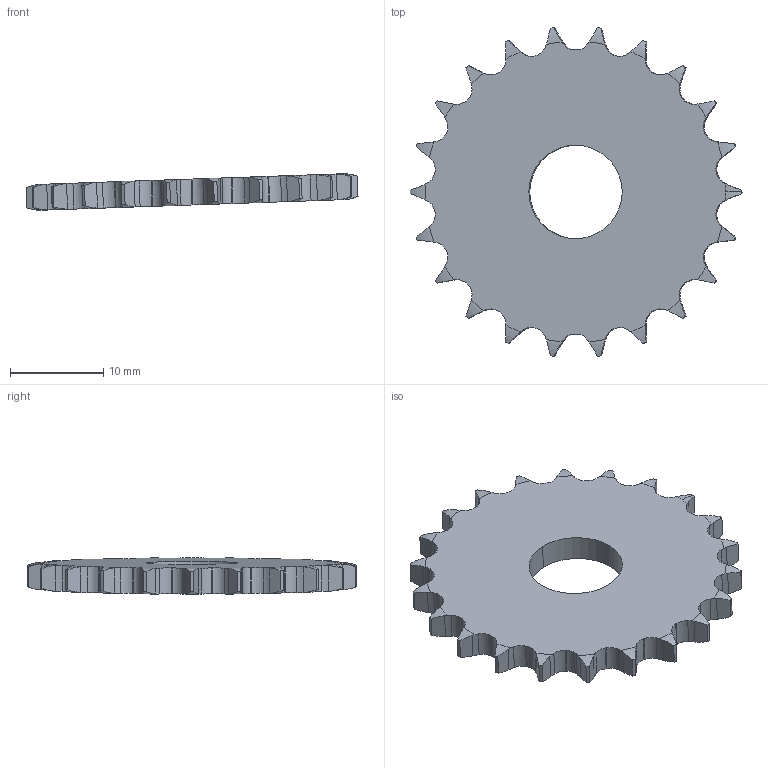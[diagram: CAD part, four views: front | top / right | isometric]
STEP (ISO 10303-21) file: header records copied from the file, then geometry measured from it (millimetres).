
FILE_DESCRIPTION (( 'STEP AP214' ), '1' );
FILE_NAME ('1029-22.STEP', '2022-05-02T18:14:07', ( '' ), ( '' ), 'SwSTEP 2.0', 'SolidWorks 2021', '' );
FILE_SCHEMA (( 'AUTOMOTIVE_DESIGN' ));
Length unit declared in the file: millimetre
Products named in the file (1): 1029-22
Bounding box: 35.55 x 35.19 x 3.9 mm (x, y, z)
Volume: 2030.7 mm3; surface area: 1989.1 mm2
Topology: 1 solids, 1 shells, 226 faces, 672 edges, 448 vertices
Faces by surface type: cylinder 112, plane 68, torus 46
Entity records: 7904 total; most frequent: CARTESIAN_POINT 1875, ORIENTED_EDGE 1344, DIRECTION 1224, EDGE_CURVE 672, AXIS2_PLACEMENT_3D 501, VERTEX_POINT 448, CIRCLE 274, EDGE_LOOP 228
